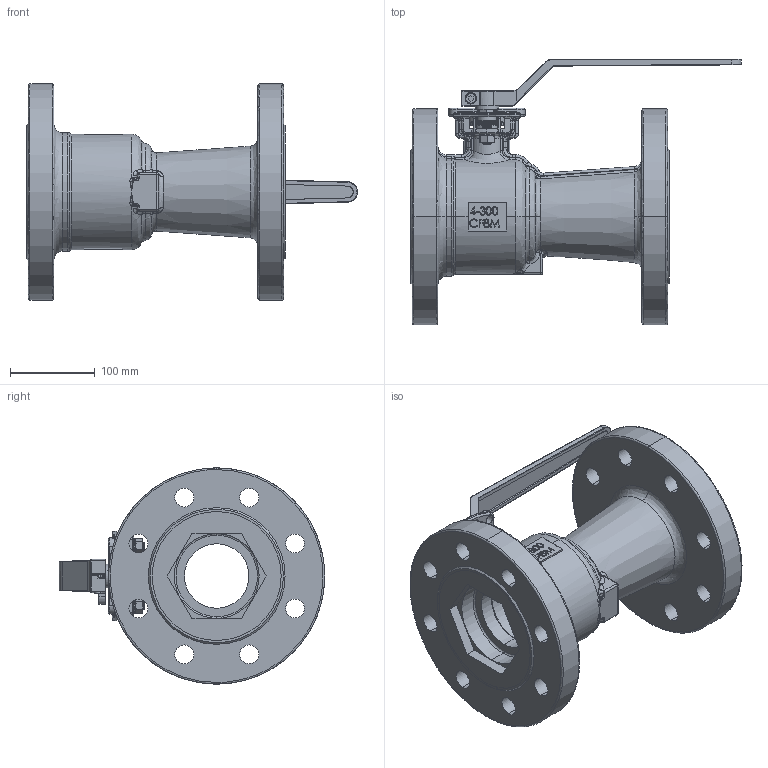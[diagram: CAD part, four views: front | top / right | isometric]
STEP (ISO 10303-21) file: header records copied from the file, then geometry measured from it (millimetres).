
FILE_DESCRIPTION (( 'STEP AP203' ), '1' );
FILE_NAME ('F9R-F3-0400_0.step', '2020-11-02T19:52:16', ( '' ), ( '' ), 'SwSTEP 2.0', 'SolidWorks 2019', '' );
FILE_SCHEMA (( 'CONFIG_CONTROL_DESIGN' ));
Length unit declared in the file: inch
Products named in the file (16): F9R-F3-0400 HANDLE; F9R-F3-0400 SPACER; F9R-F3-0400 RETAINER; F9R-F3-0400 GLAND FLANGE; F9R-F3-0400 BUSHING; F9R-F3-0400 STOP PLATE; F9R-F3-0400 STEM; F9R-F3-0400 GLAND BOLT; F9R-F3-0400 GLAND WASHER; F9R-F3-0400_0; F9R-F3-0400 BODY; F9R-F3-0400 BELLEVILLE WASHERS; F9R-F3-0400 PACKING; F9R-F3-0400 HANDLE BOLT; F9R-F3-0400 HANDLE NUT; F9R-F3-0400 GLAND NUT
Assembly tree (18 placements, depth 2):
  F9R-F3-0400_0
    F9R-F3-0400 STEM
    F9R-F3-0400 PACKING
    F9R-F3-0400 BUSHING
    F9R-F3-0400 BELLEVILLE WASHERS
    F9R-F3-0400 RETAINER
    F9R-F3-0400 HANDLE
    F9R-F3-0400 HANDLE BOLT
    F9R-F3-0400 HANDLE NUT
    F9R-F3-0400 STOP PLATE
    F9R-F3-0400 SPACER
    F9R-F3-0400 GLAND FLANGE
    F9R-F3-0400 BODY
    F9R-F3-0400 GLAND BOLT  x2
    F9R-F3-0400 GLAND NUT  x2
    F9R-F3-0400 GLAND WASHER  x2
Bounding box: 390 x 313.24 x 255 mm (x, y, z)
Volume: 4202643.9 mm3; surface area: 579469 mm2
Topology: 21 solids, 21 shells, 1546 faces, 3827 edges, 2290 vertices
Faces by surface type: bspline 536, cylinder 525, plane 397, cone 88
Entity records: 72091 total; most frequent: CARTESIAN_POINT 40073, ORIENTED_EDGE 6954, DIRECTION 5397, EDGE_CURVE 3477, VERTEX_POINT 2109, AXIS2_PLACEMENT_3D 1994, EDGE_LOOP 1562, FACE_OUTER_BOUND 1433
